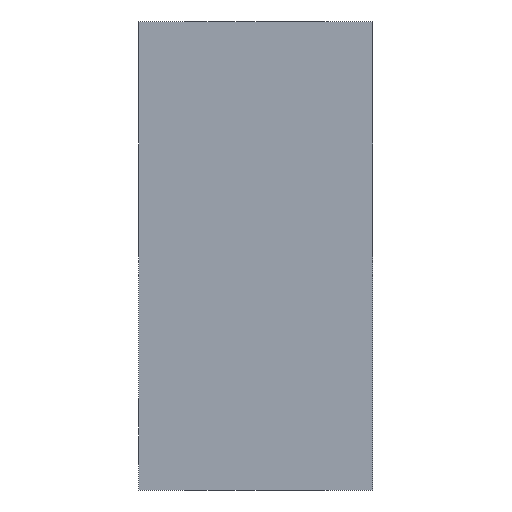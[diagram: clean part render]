
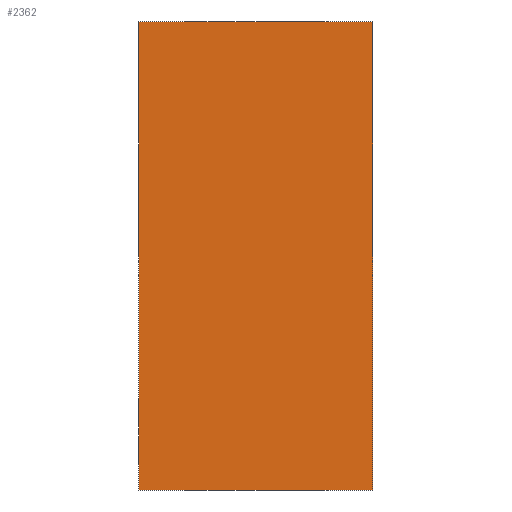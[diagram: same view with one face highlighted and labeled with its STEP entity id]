
A CAD part, front view. The second image highlights one B-rep face of the part: STEP entity #2362.
In plain terms, the highlighted planar face has unit normal (0, -1, 0).
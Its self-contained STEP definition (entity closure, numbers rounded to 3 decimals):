
#26=PLANE('',#2570);
#140=LINE('',#3622,#242);
#142=LINE('',#3626,#244);
#143=LINE('',#3628,#245);
#144=LINE('',#3630,#246);
#242=VECTOR('',#2902,1000.);
#244=VECTOR('',#2906,1000.);
#245=VECTOR('',#2907,1000.);
#246=VECTOR('',#2908,1000.);
#651=ORIENTED_EDGE('',*,*,#1352,.T.);
#652=ORIENTED_EDGE('',*,*,#1353,.F.);
#653=ORIENTED_EDGE('',*,*,#1354,.F.);
#654=ORIENTED_EDGE('',*,*,#1350,.T.);
#1350=EDGE_CURVE('',#1676,#1675,#140,.T.);
#1352=EDGE_CURVE('',#1675,#1677,#142,.T.);
#1353=EDGE_CURVE('',#1678,#1677,#143,.T.);
#1354=EDGE_CURVE('',#1676,#1678,#144,.T.);
#1675=VERTEX_POINT('',#3621);
#1676=VERTEX_POINT('',#3623);
#1677=VERTEX_POINT('',#3627);
#1678=VERTEX_POINT('',#3629);
#1956=EDGE_LOOP('',(#651,#652,#653,#654));
#2142=FACE_BOUND('',#1956,.T.);
#2362=ADVANCED_FACE('',(#2142),#26,.F.);
#2570=AXIS2_PLACEMENT_3D('',#3625,#2904,#2905);
#2902=DIRECTION('',(-1.,0.,0.));
#2904=DIRECTION('',(0.,1.,0.));
#2905=DIRECTION('',(0.,0.,1.));
#2906=DIRECTION('',(0.,0.,-1.));
#2907=DIRECTION('',(-1.,0.,0.));
#2908=DIRECTION('',(0.,0.,-1.));
#3621=CARTESIAN_POINT('',(-8.,0.,16.));
#3622=CARTESIAN_POINT('',(8.,0.,16.));
#3623=CARTESIAN_POINT('',(8.,0.,16.));
#3625=CARTESIAN_POINT('',(8.,0.,16.));
#3626=CARTESIAN_POINT('',(-8.,0.,16.));
#3627=CARTESIAN_POINT('',(-8.,0.,-16.));
#3628=CARTESIAN_POINT('',(8.,0.,-16.));
#3629=CARTESIAN_POINT('',(8.,0.,-16.));
#3630=CARTESIAN_POINT('',(8.,0.,16.));
